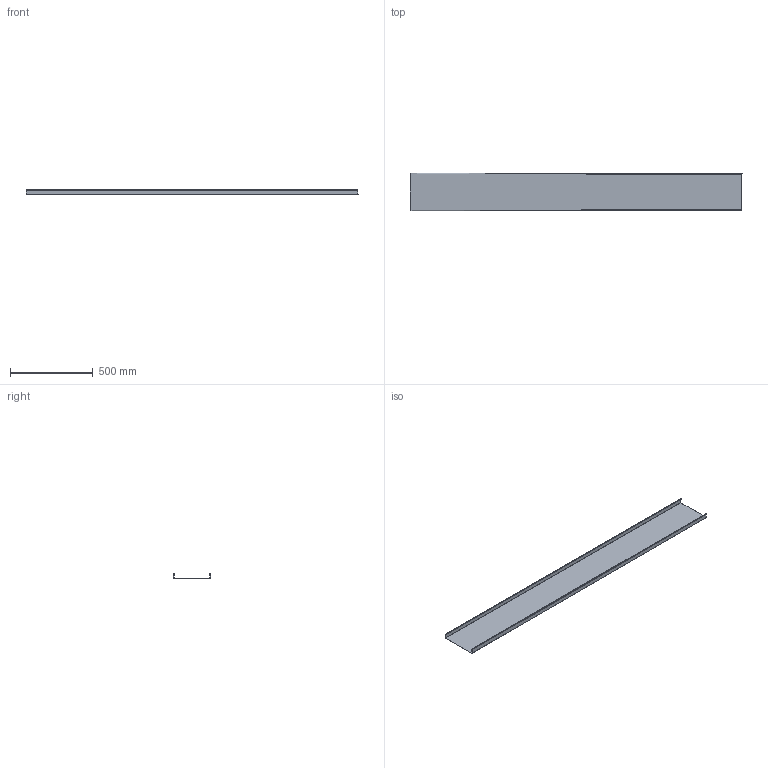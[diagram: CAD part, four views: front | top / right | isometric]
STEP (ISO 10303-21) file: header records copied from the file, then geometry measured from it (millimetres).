
FILE_DESCRIPTION(/* description */ ('Tropfrinne 200 GKF'),/* implementation_level */ '2;1');
FILE_NAME(/* name */ '291484-0.step',/* time_stamp */ '2021-09-06T09:53:00+02:00',/* author */ ('MuellerJ'),/* organization */ (''),/* preprocessor_version */ 'ST-DEVELOPER v18.1',/* originating_system */ 'Autodesk Inventor 2021',/* authorisation */ '');
FILE_SCHEMA (('AUTOMOTIVE_DESIGN { 1 0 10303 214 3 1 1 }'));
Length unit declared in the file: millimetre
Products named in the file (1): 29-1284-0FZ.000
Bounding box: 2000 x 224.5 x 29.97 mm (x, y, z)
Volume: 292319.7 mm3; surface area: 1171575.7 mm2
Topology: 1 solids, 1 shells, 38 faces, 80 edges, 44 vertices
Faces by surface type: plane 26, cylinder 8, bspline 4
Entity records: 1105 total; most frequent: CARTESIAN_POINT 287, ORIENTED_EDGE 160, DIRECTION 150, EDGE_CURVE 80, LINE 64, VECTOR 64, VERTEX_POINT 44, AXIS2_PLACEMENT_3D 43
